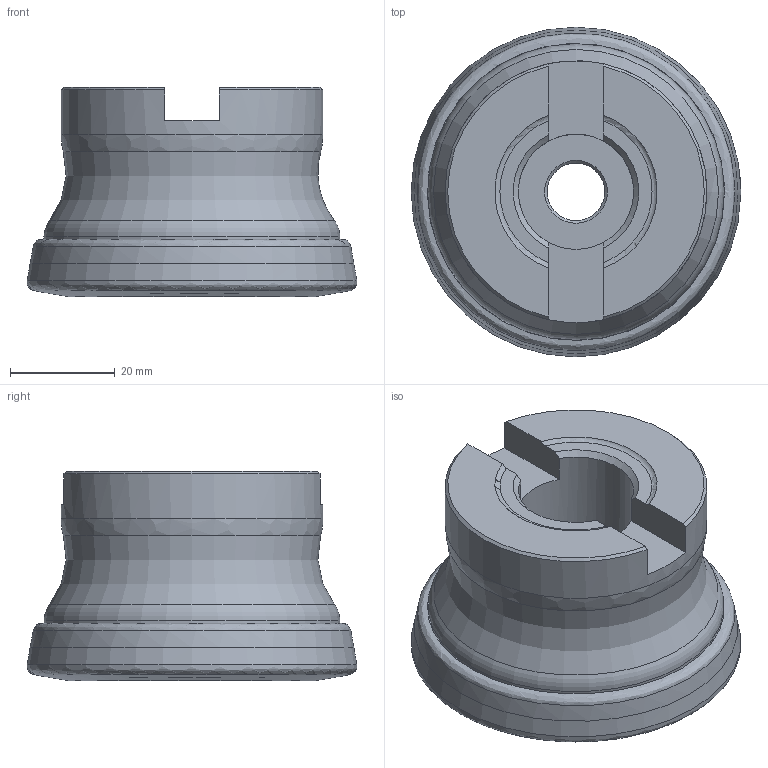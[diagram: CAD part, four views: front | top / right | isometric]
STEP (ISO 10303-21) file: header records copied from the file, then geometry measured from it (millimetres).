
FILE_DESCRIPTION(/* description */ (''),/* implementation_level */ '2;1');
FILE_NAME(/* name */ 'R220.21-0063-SP10.6A_Basic.stp',/* time_stamp */ '2021-09-20T16:10:58+06:00',/* author */ (''),/* organization */ (''),/* preprocessor_version */ 'ST-DEVELOPER v16.7',/* originating_system */ 'SIEMENS PLM Software NX 12.0',/* authorisation */ '');
FILE_SCHEMA (('AUTOMOTIVE_DESIGN { 1 0 10303 214 3 1 1 1 }'));
Length unit declared in the file: millimetre
Products named in the file (4): CUT; NOCUT; ASSEMBLY_CONSTRUCTION; A2361061_stp_stp
Assembly tree (3 placements, depth 2):
  A2361061_stp_stp
    ASSEMBLY_CONSTRUCTION
    NOCUT
    CUT
Bounding box: 62.97 x 62.96 x 40 mm (x, y, z)
Volume: 86633.9 mm3; surface area: 19657.2 mm2
Topology: 2 solids, 2 shells, 49 faces, 130 edges, 91 vertices
Faces by surface type: plane 13, revolution 12, torus 10, cone 8, cylinder 5, bspline 1
Full cylindrical faces by diameter (mm): 11 x1, 18 x1, 22.006 x1, 50 x1, 56.507 x1
Entity records: 1567 total; most frequent: CARTESIAN_POINT 391, DIRECTION 223, ORIENTED_EDGE 160, AXIS2_PLACEMENT_3D 94, EDGE_LOOP 82, EDGE_CURVE 80, FACE_BOUND 66, VERTEX_POINT 64
